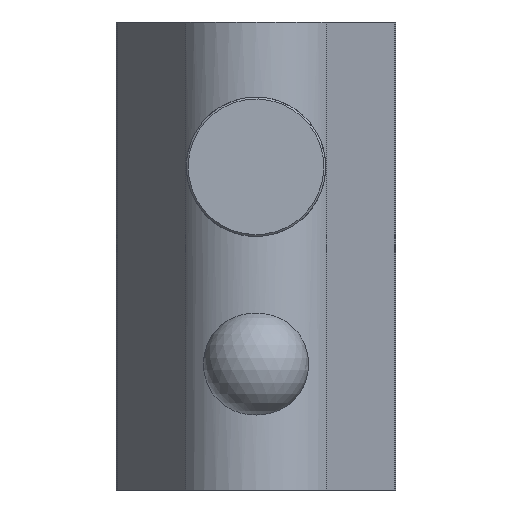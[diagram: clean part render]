
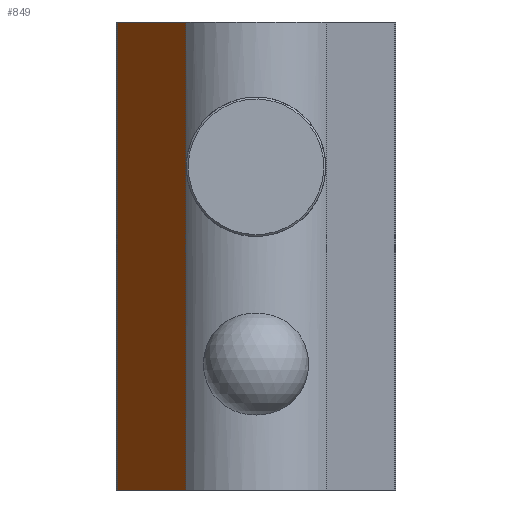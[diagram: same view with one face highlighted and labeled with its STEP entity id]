
A CAD part, front view. The second image highlights one B-rep face of the part: STEP entity #849.
In plain terms, the highlighted planar face has unit normal (-0.837, -0.547, 0).
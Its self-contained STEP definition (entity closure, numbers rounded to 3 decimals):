
#79=PLANE($,#927);
#114=FACE_OUTER_BOUND($,#165,.T.);
#165=EDGE_LOOP($,(#662,#663,#664,#665));
#226=LINE($,#1321,#278);
#240=LINE($,#1365,#292);
#241=LINE($,#1368,#293);
#242=LINE($,#1484,#294);
#278=VECTOR($,#1039,5.936);
#292=VECTOR($,#1083,5.936);
#293=VECTOR($,#1088,22.3);
#294=VECTOR($,#1105,22.3);
#386=VERTEX_POINT($,#1318);
#387=VERTEX_POINT($,#1320);
#401=VERTEX_POINT($,#1362);
#402=VERTEX_POINT($,#1364);
#474=EDGE_CURVE($,#387,#386,#226,.T.);
#496=EDGE_CURVE($,#402,#401,#240,.T.);
#498=EDGE_CURVE($,#402,#386,#241,.T.);
#508=EDGE_CURVE($,#387,#401,#242,.T.);
#662=ORIENTED_EDGE($,*,*,#498,.F.);
#663=ORIENTED_EDGE($,*,*,#496,.T.);
#664=ORIENTED_EDGE($,*,*,#508,.F.);
#665=ORIENTED_EDGE($,*,*,#474,.T.);
#849=ADVANCED_FACE($,(#114),#79,.T.);
#927=AXIS2_PLACEMENT_3D($,#1483,#1103,#1104);
#1039=DIRECTION($,(-0.547,0.837,0.));
#1083=DIRECTION($,(0.547,-0.837,0.));
#1088=DIRECTION($,(0.,0.,1.));
#1103=DIRECTION('center_axis',(-0.837,-0.547,0.));
#1104=DIRECTION('ref_axis',(0.,0.,1.));
#1105=DIRECTION($,(0.,0.,-1.));
#1318=CARTESIAN_POINT('',(-2.856,-28.191,0.));
#1320=CARTESIAN_POINT('',(0.391,-33.161,0.));
#1321=CARTESIAN_POINT($,(0.391,-33.161,0.));
#1362=CARTESIAN_POINT('',(0.391,-33.161,-22.3));
#1364=CARTESIAN_POINT('',(-2.856,-28.191,-22.3));
#1365=CARTESIAN_POINT($,(0.391,-33.161,-22.3));
#1368=CARTESIAN_POINT($,(-2.856,-28.191,0.));
#1483=CARTESIAN_POINT('Origin',(-3.26,-27.573,0.));
#1484=CARTESIAN_POINT($,(0.391,-33.161,0.));
